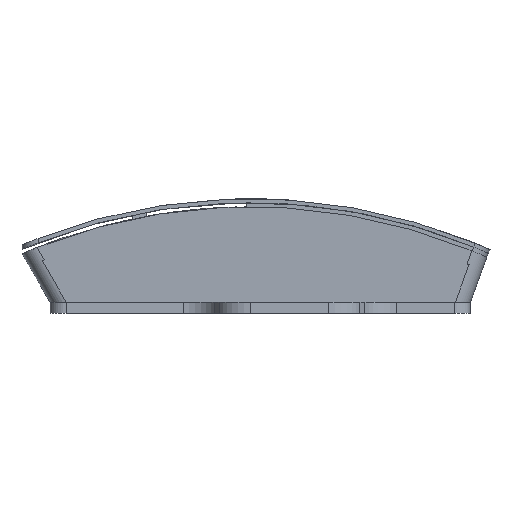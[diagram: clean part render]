
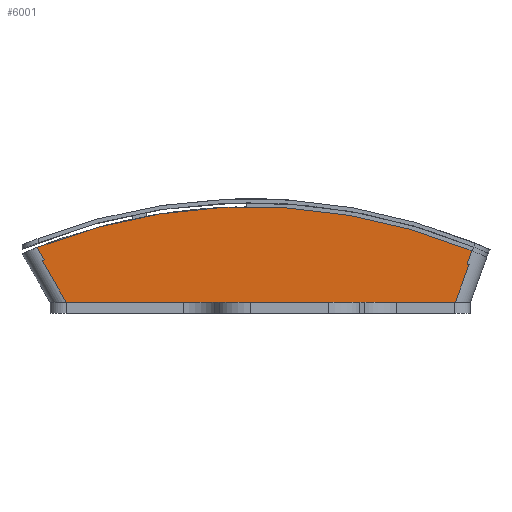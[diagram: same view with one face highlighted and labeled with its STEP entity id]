
A CAD part, left-side view. The second image highlights one B-rep face of the part: STEP entity #6001.
In plain terms, the highlighted planar face has unit normal (-1, 0, 0).
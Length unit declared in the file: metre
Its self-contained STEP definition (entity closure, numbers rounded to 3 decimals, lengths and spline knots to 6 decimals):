
#641=LINE('',#10402,#1170);
#645=LINE('',#10411,#1174);
#647=LINE('',#10414,#1176);
#653=LINE('',#10438,#1182);
#655=LINE('',#10442,#1184);
#1170=VECTOR('',#8347,1.);
#1174=VECTOR('',#8353,1.);
#1176=VECTOR('',#8357,1.);
#1182=VECTOR('',#8381,1.);
#1184=VECTOR('',#8385,1.);
#1417=PLANE('',#6670);
#3048=ORIENTED_EDGE('',*,*,#3883,.F.);
#3049=ORIENTED_EDGE('',*,*,#3881,.T.);
#3050=ORIENTED_EDGE('',*,*,#3857,.T.);
#3051=ORIENTED_EDGE('',*,*,#3861,.T.);
#3052=ORIENTED_EDGE('',*,*,#3865,.F.);
#3053=ORIENTED_EDGE('',*,*,#3867,.T.);
#3054=ORIENTED_EDGE('',*,*,#3870,.T.);
#3055=ORIENTED_EDGE('',*,*,#3879,.T.);
#3857=EDGE_CURVE('',#4432,#4433,#4633,.T.);
#3861=EDGE_CURVE('',#4433,#4436,#641,.T.);
#3865=EDGE_CURVE('',#4438,#4436,#645,.T.);
#3867=EDGE_CURVE('',#4438,#4440,#647,.T.);
#3870=EDGE_CURVE('',#4440,#4442,#4635,.T.);
#3879=EDGE_CURVE('',#4442,#4449,#653,.T.);
#3881=EDGE_CURVE('',#4450,#4432,#655,.T.);
#3883=EDGE_CURVE('',#4450,#4449,#4641,.F.);
#4432=VERTEX_POINT('',#10394);
#4433=VERTEX_POINT('',#10395);
#4436=VERTEX_POINT('',#10403);
#4438=VERTEX_POINT('',#10409);
#4440=VERTEX_POINT('',#10415);
#4442=VERTEX_POINT('',#10421);
#4449=VERTEX_POINT('',#10439);
#4450=VERTEX_POINT('',#10443);
#4633=CIRCLE('',#6653,0.141476);
#4635=CIRCLE('',#6659,0.141476);
#4641=CIRCLE('',#6669,0.144976);
#5092=EDGE_LOOP('',(#3048,#3049,#3050,#3051,#3052,#3053,#3054,#3055));
#5549=FACE_BOUND('',#5092,.T.);
#6001=ADVANCED_FACE('',(#5549),#1417,.T.);
#6653=AXIS2_PLACEMENT_3D('',#10393,#8339,#8340);
#6659=AXIS2_PLACEMENT_3D('',#10420,#8362,#8363);
#6669=AXIS2_PLACEMENT_3D('',#10446,#8389,#8390);
#6670=AXIS2_PLACEMENT_3D('',#10447,#8391,#8392);
#8339=DIRECTION('',(-1.,0.,0.));
#8340=DIRECTION('',(0.,0.,1.));
#8347=DIRECTION('',(0.,-0.5,-0.866));
#8353=DIRECTION('',(0.,1.,0.));
#8357=DIRECTION('',(0.,-0.342,0.94));
#8362=DIRECTION('',(-1.,0.,0.));
#8363=DIRECTION('',(0.,0.,1.));
#8381=DIRECTION('',(0.,-0.342,0.94));
#8385=DIRECTION('',(0.,-0.5,-0.866));
#8389=DIRECTION('',(-1.,0.,0.));
#8390=DIRECTION('',(0.,0.,1.));
#8391=DIRECTION('',(-1.,0.,0.));
#8392=DIRECTION('',(0.,-1.,0.));
#10393=CARTESIAN_POINT('',(-0.026,0.002418,-0.124641));
#10394=CARTESIAN_POINT('',(-0.026,0.053999,0.007097));
#10395=CARTESIAN_POINT('',(-0.026,0.05447,0.006911));
#10402=CARTESIAN_POINT('',(-0.026,0.051464,0.001706));
#10403=CARTESIAN_POINT('',(-0.026,0.048459,-0.0035));
#10409=CARTESIAN_POINT('',(-0.026,-0.048775,-0.0035));
#10411=CARTESIAN_POINT('',(-0.026,0.033867,-0.0035));
#10414=CARTESIAN_POINT('',(-0.026,-0.050481,0.001186));
#10415=CARTESIAN_POINT('',(-0.026,-0.052187,0.005872));
#10420=CARTESIAN_POINT('',(-0.026,0.002418,-0.124641));
#10421=CARTESIAN_POINT('',(-0.026,-0.051725,0.006065));
#10438=CARTESIAN_POINT('',(-0.026,-0.052845,0.009144));
#10439=CARTESIAN_POINT('',(-0.026,-0.052923,0.009357));
#10442=CARTESIAN_POINT('',(-0.026,0.048036,-0.003232));
#10443=CARTESIAN_POINT('',(-0.026,0.055769,0.010162));
#10446=CARTESIAN_POINT('',(-0.026,0.002418,-0.124641));
#10447=CARTESIAN_POINT('',(-0.026,0.0485,-0.0035));
